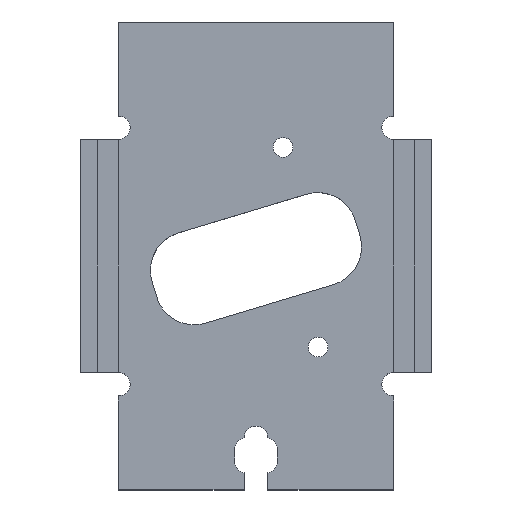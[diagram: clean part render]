
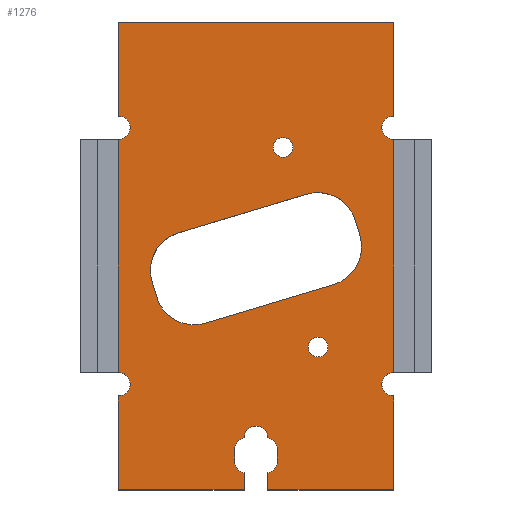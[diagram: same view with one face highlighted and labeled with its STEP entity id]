
A CAD part, top view. The second image highlights one B-rep face of the part: STEP entity #1276.
In plain terms, the highlighted planar face has unit normal (0, 0, 1).
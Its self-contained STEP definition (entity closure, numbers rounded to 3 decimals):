
#50=CIRCLE('',#1343,1.25);
#51=CIRCLE('',#1344,1.25);
#52=CIRCLE('',#1345,5.);
#53=CIRCLE('',#1346,5.);
#54=CIRCLE('',#1347,5.);
#55=CIRCLE('',#1348,5.);
#56=CIRCLE('',#1349,1.5);
#57=CIRCLE('',#1350,1.5);
#58=CIRCLE('',#1351,1.5);
#59=CIRCLE('',#1352,1.5);
#60=CIRCLE('',#1353,1.5);
#61=CIRCLE('',#1354,1.5);
#62=CIRCLE('',#1355,1.5);
#63=CIRCLE('',#1356,1.5);
#64=CIRCLE('',#1357,1.5);
#105=ORIENTED_EDGE('',*,*,#356,.T.);
#106=ORIENTED_EDGE('',*,*,#357,.T.);
#107=ORIENTED_EDGE('',*,*,#358,.F.);
#108=ORIENTED_EDGE('',*,*,#359,.F.);
#109=ORIENTED_EDGE('',*,*,#360,.F.);
#110=ORIENTED_EDGE('',*,*,#361,.F.);
#111=ORIENTED_EDGE('',*,*,#362,.F.);
#112=ORIENTED_EDGE('',*,*,#363,.F.);
#113=ORIENTED_EDGE('',*,*,#364,.F.);
#114=ORIENTED_EDGE('',*,*,#365,.F.);
#115=ORIENTED_EDGE('',*,*,#366,.F.);
#116=ORIENTED_EDGE('',*,*,#367,.F.);
#117=ORIENTED_EDGE('',*,*,#320,.F.);
#118=ORIENTED_EDGE('',*,*,#368,.T.);
#119=ORIENTED_EDGE('',*,*,#369,.T.);
#120=ORIENTED_EDGE('',*,*,#370,.T.);
#121=ORIENTED_EDGE('',*,*,#371,.T.);
#122=ORIENTED_EDGE('',*,*,#372,.T.);
#123=ORIENTED_EDGE('',*,*,#373,.T.);
#124=ORIENTED_EDGE('',*,*,#374,.T.);
#125=ORIENTED_EDGE('',*,*,#375,.T.);
#126=ORIENTED_EDGE('',*,*,#376,.T.);
#127=ORIENTED_EDGE('',*,*,#377,.T.);
#128=ORIENTED_EDGE('',*,*,#378,.T.);
#129=ORIENTED_EDGE('',*,*,#379,.F.);
#130=ORIENTED_EDGE('',*,*,#380,.T.);
#131=ORIENTED_EDGE('',*,*,#381,.F.);
#132=ORIENTED_EDGE('',*,*,#382,.F.);
#133=ORIENTED_EDGE('',*,*,#383,.F.);
#134=ORIENTED_EDGE('',*,*,#384,.T.);
#135=ORIENTED_EDGE('',*,*,#385,.F.);
#136=ORIENTED_EDGE('',*,*,#386,.T.);
#320=EDGE_CURVE('',#446,#444,#530,.T.);
#356=EDGE_CURVE('',#481,#481,#50,.T.);
#357=EDGE_CURVE('',#482,#482,#51,.T.);
#358=EDGE_CURVE('',#483,#484,#551,.T.);
#359=EDGE_CURVE('',#485,#483,#52,.T.);
#360=EDGE_CURVE('',#486,#485,#552,.T.);
#361=EDGE_CURVE('',#487,#486,#53,.T.);
#362=EDGE_CURVE('',#488,#487,#553,.T.);
#363=EDGE_CURVE('',#489,#488,#54,.T.);
#364=EDGE_CURVE('',#490,#489,#554,.T.);
#365=EDGE_CURVE('',#484,#490,#55,.T.);
#366=EDGE_CURVE('',#491,#492,#555,.T.);
#367=EDGE_CURVE('',#444,#491,#56,.T.);
#368=EDGE_CURVE('',#446,#493,#556,.T.);
#369=EDGE_CURVE('',#493,#494,#557,.T.);
#370=EDGE_CURVE('',#494,#495,#57,.T.);
#371=EDGE_CURVE('',#495,#496,#558,.T.);
#372=EDGE_CURVE('',#496,#497,#58,.T.);
#373=EDGE_CURVE('',#497,#498,#59,.T.);
#374=EDGE_CURVE('',#498,#499,#60,.T.);
#375=EDGE_CURVE('',#499,#500,#559,.T.);
#376=EDGE_CURVE('',#500,#501,#61,.T.);
#377=EDGE_CURVE('',#501,#502,#560,.T.);
#378=EDGE_CURVE('',#502,#503,#561,.T.);
#379=EDGE_CURVE('',#504,#503,#562,.T.);
#380=EDGE_CURVE('',#504,#505,#62,.T.);
#381=EDGE_CURVE('',#506,#505,#563,.T.);
#382=EDGE_CURVE('',#507,#506,#63,.T.);
#383=EDGE_CURVE('',#508,#507,#564,.T.);
#384=EDGE_CURVE('',#508,#509,#565,.T.);
#385=EDGE_CURVE('',#510,#509,#566,.T.);
#386=EDGE_CURVE('',#510,#492,#64,.T.);
#444=VERTEX_POINT('',#1655);
#446=VERTEX_POINT('',#1659);
#481=VERTEX_POINT('',#1733);
#482=VERTEX_POINT('',#1735);
#483=VERTEX_POINT('',#1737);
#484=VERTEX_POINT('',#1738);
#485=VERTEX_POINT('',#1740);
#486=VERTEX_POINT('',#1742);
#487=VERTEX_POINT('',#1744);
#488=VERTEX_POINT('',#1746);
#489=VERTEX_POINT('',#1748);
#490=VERTEX_POINT('',#1750);
#491=VERTEX_POINT('',#1753);
#492=VERTEX_POINT('',#1754);
#493=VERTEX_POINT('',#1757);
#494=VERTEX_POINT('',#1759);
#495=VERTEX_POINT('',#1761);
#496=VERTEX_POINT('',#1763);
#497=VERTEX_POINT('',#1765);
#498=VERTEX_POINT('',#1767);
#499=VERTEX_POINT('',#1769);
#500=VERTEX_POINT('',#1771);
#501=VERTEX_POINT('',#1773);
#502=VERTEX_POINT('',#1775);
#503=VERTEX_POINT('',#1777);
#504=VERTEX_POINT('',#1779);
#505=VERTEX_POINT('',#1781);
#506=VERTEX_POINT('',#1783);
#507=VERTEX_POINT('',#1785);
#508=VERTEX_POINT('',#1787);
#509=VERTEX_POINT('',#1789);
#510=VERTEX_POINT('',#1791);
#530=LINE('',#1660,#626);
#551=LINE('',#1736,#647);
#552=LINE('',#1741,#648);
#553=LINE('',#1745,#649);
#554=LINE('',#1749,#650);
#555=LINE('',#1752,#651);
#556=LINE('',#1756,#652);
#557=LINE('',#1758,#653);
#558=LINE('',#1762,#654);
#559=LINE('',#1770,#655);
#560=LINE('',#1774,#656);
#561=LINE('',#1776,#657);
#562=LINE('',#1778,#658);
#563=LINE('',#1782,#659);
#564=LINE('',#1786,#660);
#565=LINE('',#1788,#661);
#566=LINE('',#1790,#662);
#626=VECTOR('',#1408,1000.);
#647=VECTOR('',#1467,1000.);
#648=VECTOR('',#1470,1000.);
#649=VECTOR('',#1473,1000.);
#650=VECTOR('',#1476,1000.);
#651=VECTOR('',#1479,1000.);
#652=VECTOR('',#1482,1000.);
#653=VECTOR('',#1483,1000.);
#654=VECTOR('',#1486,1000.);
#655=VECTOR('',#1493,1000.);
#656=VECTOR('',#1496,1000.);
#657=VECTOR('',#1497,1000.);
#658=VECTOR('',#1498,1000.);
#659=VECTOR('',#1501,1000.);
#660=VECTOR('',#1504,1000.);
#661=VECTOR('',#1505,1000.);
#662=VECTOR('',#1506,1000.);
#724=EDGE_LOOP('',(#105));
#725=EDGE_LOOP('',(#106));
#726=EDGE_LOOP('',(#107,#108,#109,#110,#111,#112,#113,#114));
#727=EDGE_LOOP('',(#115,#116,#117,#118,#119,#120,#121,#122,#123,#124,#125,
#126,#127,#128,#129,#130,#131,#132,#133,#134,#135,#136));
#778=FACE_BOUND('',#724,.T.);
#779=FACE_BOUND('',#725,.T.);
#780=FACE_BOUND('',#726,.T.);
#781=FACE_BOUND('',#727,.T.);
#829=PLANE('',#1342);
#1276=ADVANCED_FACE('',(#778,#779,#780,#781),#829,.F.);
#1342=AXIS2_PLACEMENT_3D('',#1731,#1461,#1462);
#1343=AXIS2_PLACEMENT_3D('',#1732,#1463,#1464);
#1344=AXIS2_PLACEMENT_3D('',#1734,#1465,#1466);
#1345=AXIS2_PLACEMENT_3D('',#1739,#1468,#1469);
#1346=AXIS2_PLACEMENT_3D('',#1743,#1471,#1472);
#1347=AXIS2_PLACEMENT_3D('',#1747,#1474,#1475);
#1348=AXIS2_PLACEMENT_3D('',#1751,#1477,#1478);
#1349=AXIS2_PLACEMENT_3D('',#1755,#1480,#1481);
#1350=AXIS2_PLACEMENT_3D('',#1760,#1484,#1485);
#1351=AXIS2_PLACEMENT_3D('',#1764,#1487,#1488);
#1352=AXIS2_PLACEMENT_3D('',#1766,#1489,#1490);
#1353=AXIS2_PLACEMENT_3D('',#1768,#1491,#1492);
#1354=AXIS2_PLACEMENT_3D('',#1772,#1494,#1495);
#1355=AXIS2_PLACEMENT_3D('',#1780,#1499,#1500);
#1356=AXIS2_PLACEMENT_3D('',#1784,#1502,#1503);
#1357=AXIS2_PLACEMENT_3D('',#1792,#1507,#1508);
#1408=DIRECTION('',(0.,1.,0.));
#1461=DIRECTION('',(0.,0.,-1.));
#1462=DIRECTION('',(-1.,0.,0.));
#1463=DIRECTION('',(0.,0.,-1.));
#1464=DIRECTION('',(1.,0.,0.));
#1465=DIRECTION('',(0.,0.,-1.));
#1466=DIRECTION('',(1.,0.,0.));
#1467=DIRECTION('',(-0.957,-0.289,0.));
#1468=DIRECTION('',(0.,0.,1.));
#1469=DIRECTION('',(1.,0.,0.));
#1470=DIRECTION('',(-0.289,0.957,0.));
#1471=DIRECTION('',(0.,0.,1.));
#1472=DIRECTION('',(-1.,0.,0.));
#1473=DIRECTION('',(0.957,0.289,0.));
#1474=DIRECTION('',(0.,0.,1.));
#1475=DIRECTION('',(1.,0.,0.));
#1476=DIRECTION('',(0.289,-0.957,0.));
#1477=DIRECTION('',(0.,0.,1.));
#1478=DIRECTION('',(1.,0.,0.));
#1479=DIRECTION('',(0.,1.,0.));
#1480=DIRECTION('',(0.,0.,1.));
#1481=DIRECTION('',(-1.,0.,0.));
#1482=DIRECTION('',(1.,0.,0.));
#1483=DIRECTION('',(0.,1.,0.));
#1484=DIRECTION('',(0.,0.,-1.));
#1485=DIRECTION('',(-1.,0.,0.));
#1486=DIRECTION('',(0.,1.,0.));
#1487=DIRECTION('',(0.,0.,-1.));
#1488=DIRECTION('',(-1.,0.,0.));
#1489=DIRECTION('',(0.,0.,-1.));
#1490=DIRECTION('',(-1.,0.,0.));
#1491=DIRECTION('',(0.,0.,-1.));
#1492=DIRECTION('',(-1.,0.,0.));
#1493=DIRECTION('',(0.,-1.,0.));
#1494=DIRECTION('',(0.,0.,-1.));
#1495=DIRECTION('',(-1.,0.,0.));
#1496=DIRECTION('',(0.,-1.,0.));
#1497=DIRECTION('',(1.,0.,0.));
#1498=DIRECTION('',(0.,-1.,0.));
#1499=DIRECTION('',(0.,0.,-1.));
#1500=DIRECTION('',(1.,0.,0.));
#1501=DIRECTION('',(0.,-1.,0.));
#1502=DIRECTION('',(0.,0.,1.));
#1503=DIRECTION('',(1.,0.,0.));
#1504=DIRECTION('',(0.,-1.,0.));
#1505=DIRECTION('',(-1.,0.,0.));
#1506=DIRECTION('',(0.,1.,0.));
#1507=DIRECTION('',(0.,0.,-1.));
#1508=DIRECTION('',(-1.,0.,0.));
#1655=CARTESIAN_POINT('',(-17.5,-17.45,4.8));
#1659=CARTESIAN_POINT('',(-17.5,-29.4,4.8));
#1660=CARTESIAN_POINT('',(-17.5,-14.05,4.8));
#1731=CARTESIAN_POINT('',(0.,0.,4.8));
#1732=CARTESIAN_POINT('',(3.45,14.16,4.8));
#1733=CARTESIAN_POINT('',(4.7,14.16,4.8));
#1734=CARTESIAN_POINT('',(7.895,-11.24,4.8));
#1735=CARTESIAN_POINT('',(9.145,-11.24,4.8));
#1736=CARTESIAN_POINT('',(6.406,8.198,4.8));
#1737=CARTESIAN_POINT('',(6.406,8.198,4.8));
#1738=CARTESIAN_POINT('',(-9.87,3.291,4.8));
#1739=CARTESIAN_POINT('',(7.849,3.411,4.8));
#1740=CARTESIAN_POINT('',(12.636,4.855,4.8));
#1741=CARTESIAN_POINT('',(13.214,2.94,4.8));
#1742=CARTESIAN_POINT('',(13.214,2.94,4.8));
#1743=CARTESIAN_POINT('',(8.427,1.497,4.8));
#1744=CARTESIAN_POINT('',(9.87,-3.291,4.8));
#1745=CARTESIAN_POINT('',(-6.406,-8.198,4.8));
#1746=CARTESIAN_POINT('',(-6.406,-8.198,4.8));
#1747=CARTESIAN_POINT('',(-7.849,-3.411,4.8));
#1748=CARTESIAN_POINT('',(-12.636,-4.855,4.8));
#1749=CARTESIAN_POINT('',(-13.214,-2.94,4.8));
#1750=CARTESIAN_POINT('',(-13.214,-2.94,4.8));
#1751=CARTESIAN_POINT('',(-8.427,-1.497,4.8));
#1752=CARTESIAN_POINT('',(-17.5,-14.05,4.8));
#1753=CARTESIAN_POINT('',(-17.5,-14.45,4.8));
#1754=CARTESIAN_POINT('',(-17.5,15.15,4.8));
#1755=CARTESIAN_POINT('',(-17.5,-15.95,4.8));
#1756=CARTESIAN_POINT('',(-17.5,-29.4,4.8));
#1757=CARTESIAN_POINT('',(-1.5,-29.4,4.8));
#1758=CARTESIAN_POINT('',(-1.5,0.,4.8));
#1759=CARTESIAN_POINT('',(-1.5,-27.225,4.8));
#1760=CARTESIAN_POINT('',(-1.225,-25.75,4.8));
#1761=CARTESIAN_POINT('',(-2.725,-25.75,4.8));
#1762=CARTESIAN_POINT('',(-2.725,0.,4.8));
#1763=CARTESIAN_POINT('',(-2.725,-24.25,4.8));
#1764=CARTESIAN_POINT('',(-1.225,-24.25,4.8));
#1765=CARTESIAN_POINT('',(-1.5,-22.775,4.8));
#1766=CARTESIAN_POINT('',(0.,-22.775,4.8));
#1767=CARTESIAN_POINT('',(1.5,-22.775,4.8));
#1768=CARTESIAN_POINT('',(1.225,-24.25,4.8));
#1769=CARTESIAN_POINT('',(2.725,-24.25,4.8));
#1770=CARTESIAN_POINT('',(2.725,0.,4.8));
#1771=CARTESIAN_POINT('',(2.725,-25.75,4.8));
#1772=CARTESIAN_POINT('',(1.225,-25.75,4.8));
#1773=CARTESIAN_POINT('',(1.5,-27.225,4.8));
#1774=CARTESIAN_POINT('',(1.5,0.,4.8));
#1775=CARTESIAN_POINT('',(1.5,-29.4,4.8));
#1776=CARTESIAN_POINT('',(1.5,-29.4,4.8));
#1777=CARTESIAN_POINT('',(17.5,-29.4,4.8));
#1778=CARTESIAN_POINT('',(17.5,-29.15,4.8));
#1779=CARTESIAN_POINT('',(17.5,-17.45,4.8));
#1780=CARTESIAN_POINT('',(17.5,-15.95,4.8));
#1781=CARTESIAN_POINT('',(17.5,-14.45,4.8));
#1782=CARTESIAN_POINT('',(17.5,-29.15,4.8));
#1783=CARTESIAN_POINT('',(17.5,15.15,4.8));
#1784=CARTESIAN_POINT('',(17.5,16.65,4.8));
#1785=CARTESIAN_POINT('',(17.5,18.15,4.8));
#1786=CARTESIAN_POINT('',(17.5,-29.15,4.8));
#1787=CARTESIAN_POINT('',(17.5,30.1,4.8));
#1788=CARTESIAN_POINT('',(17.5,30.1,4.8));
#1789=CARTESIAN_POINT('',(-17.5,30.1,4.8));
#1790=CARTESIAN_POINT('',(-17.5,-14.05,4.8));
#1791=CARTESIAN_POINT('',(-17.5,18.15,4.8));
#1792=CARTESIAN_POINT('',(-17.5,16.65,4.8));
